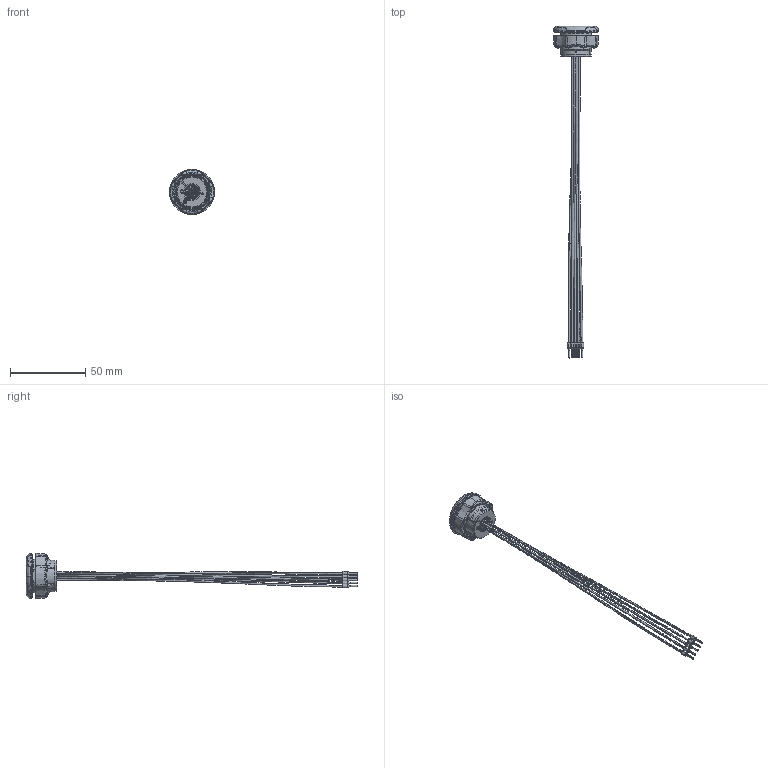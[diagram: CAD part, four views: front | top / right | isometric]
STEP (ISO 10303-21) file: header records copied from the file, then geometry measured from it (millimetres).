
FILE_DESCRIPTION (( 'STEP AP203' ), '1' );
FILE_NAME ('CAP001855-00.STEP', '2022-07-19T08:24:53', ( '' ), ( '' ), 'SwSTEP 2.0', 'SolidWorks 2020', '' );
FILE_SCHEMA (( 'CONFIG_CONTROL_DESIGN' ));
Length unit declared in the file: millimetre
Products named in the file (1): CAP001855-00
Bounding box: 30 x 220.87 x 30 mm (x, y, z)
Volume: 11342.4 mm3; surface area: 12007.2 mm2
Topology: 18 solids, 19 shells, 1519 faces, 3944 edges, 2475 vertices
Faces by surface type: plane 754, bspline 253, cylinder 253, cone 146, torus 101, sphere 12
Entity records: 57609 total; most frequent: CARTESIAN_POINT 22291, ORIENTED_EDGE 7868, DIRECTION 6607, EDGE_CURVE 3934, VERTEX_POINT 2475, AXIS2_PLACEMENT_3D 2217, VECTOR 2173, LINE 2173
